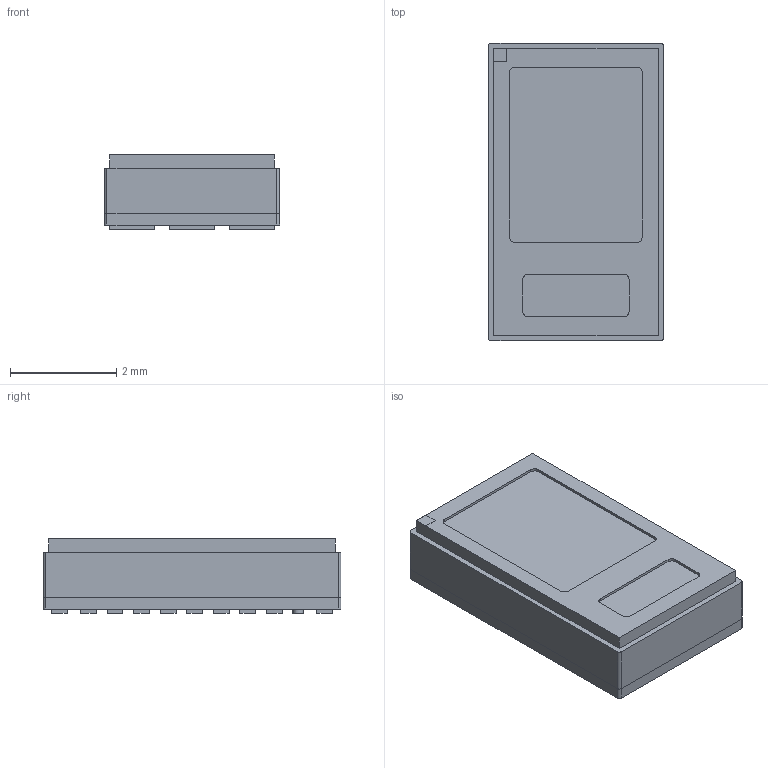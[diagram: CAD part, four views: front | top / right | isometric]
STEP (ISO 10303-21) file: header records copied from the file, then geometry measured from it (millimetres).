
FILE_DESCRIPTION(/* description */ (''),/* implementation_level */ '2;1');
FILE_NAME(/* name */ 'Maxim MAX86150EFF+ - OLGA22.stp',/* time_stamp */ '2019-07-21T14:02:45-04:00',/* author */ ('Ricardo'),/* organization */ (''),/* preprocessor_version */ 'ST-DEVELOPER v18',/* originating_system */ 'Autodesk Inventor 2020',/* authorisation */ '');
FILE_SCHEMA (('AUTOMOTIVE_DESIGN { 1 0 10303 214 3 1 1 }'));
Length unit declared in the file: millimetre
Products named in the file (9): Maxim MAX30102EFD+ - IC SENSOR OXIMETER HEARTRATE LGA 14; body; body2; top; sensor; pins; marking; logo; logo 2
Assembly tree (8 placements, depth 2):
  Maxim MAX30102EFD+ - IC SENSOR OXIMETER HEARTRATE LGA 14
    body
    body2
    top
    sensor
    pins
    marking
    logo
    logo 2
Bounding box: 3.3 x 5.6 x 1.4 mm (x, y, z)
Volume: 24.6 mm3; surface area: 164.3 mm2
Topology: 32 solids, 32 shells, 488 faces, 1209 edges, 808 vertices
Faces by surface type: plane 343, bspline 116, cylinder 29
Full cylindrical faces by diameter (mm): 0.2 x2, 0.63 x1
Entity records: 15235 total; most frequent: CARTESIAN_POINT 3946, ORIENTED_EDGE 2418, DIRECTION 1819, EDGE_CURVE 1209, LINE 913, VECTOR 913, VERTEX_POINT 808, EDGE_LOOP 519
